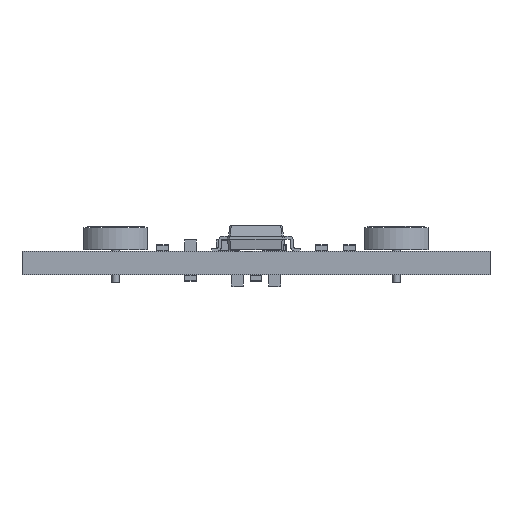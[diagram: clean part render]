
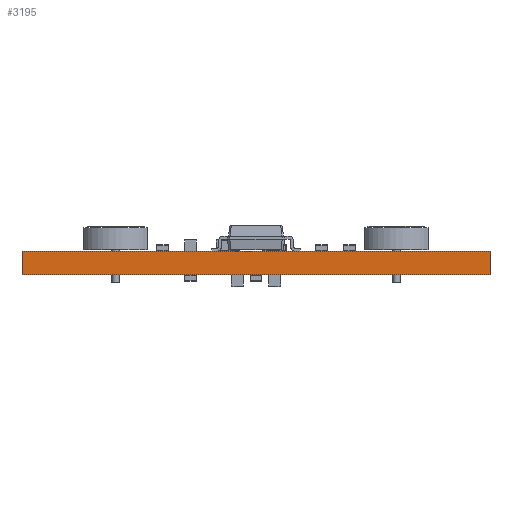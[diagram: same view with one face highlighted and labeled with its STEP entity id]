
A CAD part, front view. The second image highlights one B-rep face of the part: STEP entity #3195.
In plain terms, the highlighted planar face has unit normal (0, -1, 0).
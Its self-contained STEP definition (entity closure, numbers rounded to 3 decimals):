
#318 = VERTEX_POINT('',#319);
#319 = CARTESIAN_POINT('',(-15.875,-12.04,4.2));
#325 = EDGE_CURVE('',#318,#326,#328,.T.);
#326 = VERTEX_POINT('',#327);
#327 = CARTESIAN_POINT('',(15.875,-12.04,4.2));
#328 = LINE('',#329,#330);
#329 = CARTESIAN_POINT('',(-15.875,-12.04,4.2));
#330 = VECTOR('',#331,1.);
#331 = DIRECTION('',(1.,0.,0.));
#3153 = VERTEX_POINT('',#3154);
#3154 = CARTESIAN_POINT('',(-15.875,-12.04,2.6));
#3160 = EDGE_CURVE('',#318,#3153,#3161,.T.);
#3161 = LINE('',#3162,#3163);
#3162 = CARTESIAN_POINT('',(-15.875,-12.04,4.2));
#3163 = VECTOR('',#3164,1.);
#3164 = DIRECTION('',(0.,0.,-1.));
#3195 = ADVANCED_FACE('',(#3196),#3214,.T.);
#3196 = FACE_BOUND('',#3197,.T.);
#3197 = EDGE_LOOP('',(#3198,#3199,#3207,#3213));
#3198 = ORIENTED_EDGE('',*,*,#3160,.T.);
#3199 = ORIENTED_EDGE('',*,*,#3200,.T.);
#3200 = EDGE_CURVE('',#3153,#3201,#3203,.T.);
#3201 = VERTEX_POINT('',#3202);
#3202 = CARTESIAN_POINT('',(15.875,-12.04,2.6));
#3203 = LINE('',#3204,#3205);
#3204 = CARTESIAN_POINT('',(-15.875,-12.04,2.6));
#3205 = VECTOR('',#3206,1.);
#3206 = DIRECTION('',(1.,0.,0.));
#3207 = ORIENTED_EDGE('',*,*,#3208,.F.);
#3208 = EDGE_CURVE('',#326,#3201,#3209,.T.);
#3209 = LINE('',#3210,#3211);
#3210 = CARTESIAN_POINT('',(15.875,-12.04,4.2));
#3211 = VECTOR('',#3212,1.);
#3212 = DIRECTION('',(0.,0.,-1.));
#3213 = ORIENTED_EDGE('',*,*,#325,.F.);
#3214 = PLANE('',#3215);
#3215 = AXIS2_PLACEMENT_3D('',#3216,#3217,#3218);
#3216 = CARTESIAN_POINT('',(-15.875,-12.04,4.2));
#3217 = DIRECTION('',(0.,-1.,0.));
#3218 = DIRECTION('',(1.,0.,0.));
